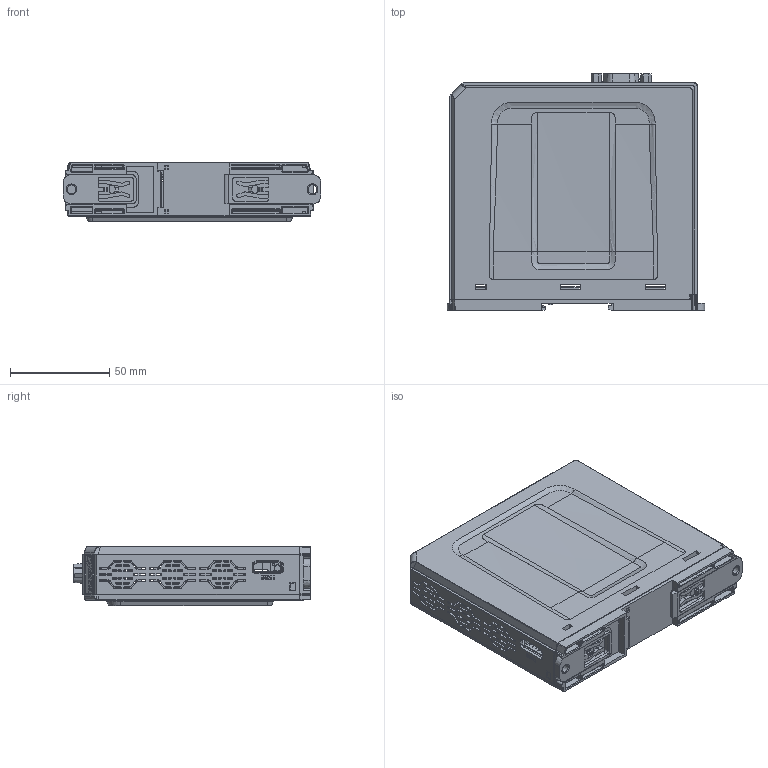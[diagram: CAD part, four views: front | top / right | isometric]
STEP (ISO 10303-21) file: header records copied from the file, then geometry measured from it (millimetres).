
FILE_DESCRIPTION (( 'STEP AP203' ), '1' );
FILE_NAME ('cMT-HDMI.STEP', '2017-10-31T02:48:21', ( 'annayang' ), ( '' ), 'SwSTEP 2.0', 'SolidWorks 2011', '' );
FILE_SCHEMA (( 'CONFIG_CONTROL_DESIGN' ));
Products named in the file (1): cMT-HDMI
Bounding box: 129.8 x 119.28 x 29.88 mm (x, y, z)
Surface area: 83752.1 mm2 (no closed solid volume)
Topology: 0 solids, 54 shells, 1460 faces, 5457 edges, 4009 vertices
Faces by surface type: plane 839, cylinder 259, cone 239, bspline 81, sphere 26, torus 16
Entity records: 66763 total; most frequent: CARTESIAN_POINT 22619, ORIENTED_EDGE 8951, DIRECTION 8385, EDGE_CURVE 5409, VERTEX_POINT 3991, LINE 3745, VECTOR 3745, AXIS2_PLACEMENT_3D 2320
